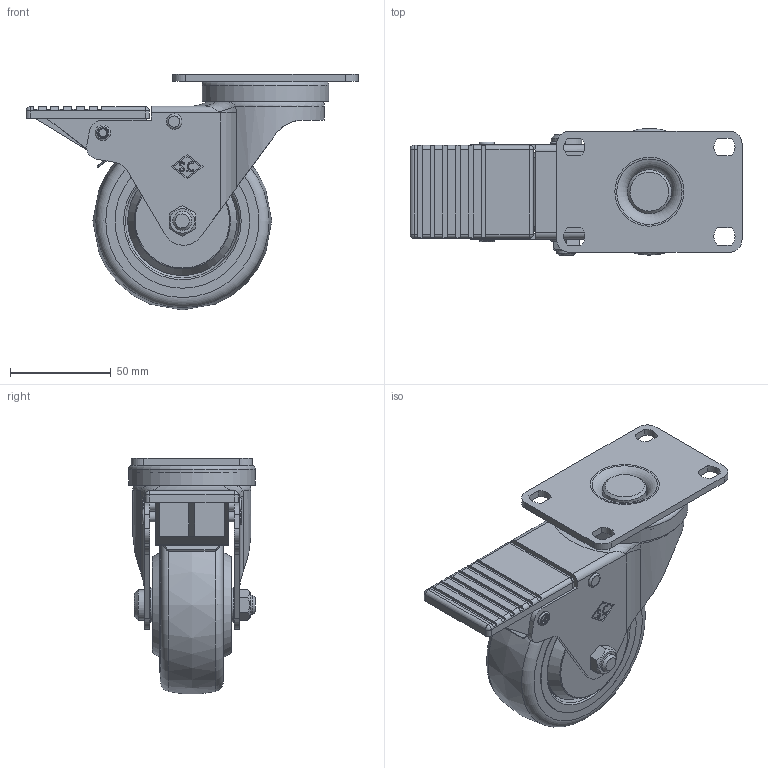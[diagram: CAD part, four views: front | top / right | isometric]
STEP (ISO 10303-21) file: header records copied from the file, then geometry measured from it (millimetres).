
FILE_DESCRIPTION(/* description */ (''),/* implementation_level */ '2;1');
FILE_NAME(/* name */ '13CA8113.stp',/* time_stamp */ '2021-04-06T12:33:07-04:00',/* author */ ('christinh'),/* organization */ (''),/* preprocessor_version */ 'ST-DEVELOPER v18',/* originating_system */ 'AutoCAD Mechanical',/* authorisation */ '');
FILE_SCHEMA (('AUTOMOTIVE_DESIGN { 1 0 10303 214 3 1 1 }'));
Length unit declared in the file: inch
Products named in the file (11): Product; TT3TP35GI4406YY_ASM; T3ZZ40GZ82ZZYY; PLASTICPEDAL; RIVET1; 13YYAXLE; 13YYNUT; TP35GI44_ASM; TP35GI44-CORE; 6002_15MM_32MM_9M; TP35GI44-BEARINGCAP
Assembly tree (12 placements, depth 4):
  Product
    TT3TP35GI4406YY_ASM
      T3ZZ40GZ82ZZYY
      PLASTICPEDAL
      RIVET1  x2
      13YYAXLE
      13YYNUT
      TP35GI44_ASM
        TP35GI44-CORE
        6002_15MM_32MM_9M
        TP35GI44-BEARINGCAP  x2
Bounding box: 165.03 x 63.12 x 117.29 mm (x, y, z)
Volume: 267935 mm3; surface area: 120637.3 mm2
Topology: 28 solids, 30 shells, 562 faces, 1592 edges, 1105 vertices
Faces by surface type: plane 310, cylinder 135, torus 53, sphere 40, cone 13, bspline 11
Full cylindrical faces by diameter (mm): 0.434 x1, 4.445 x2, 5.08 x7, 7.62 x4, 9.525 x4, 9.652 x2, 14.732 x1, 14.808 x2, 15.24 x1, 17.018 x2, 18.796 x2, 20 x3, 21.844 x1, 26 x2, 27.94 x2, 28.116 x1, 28.905 x1, 30 x3, 33.472 x1, 34.036 x2, 34.132 x1, 35 x1, 36.83 x1, 40.31 x2, 48.768 x2, 50.267 x2, 51.515 x1, 53.848 x1, 54.331 x2, 56.896 x2
Entity records: 19123 total; most frequent: CARTESIAN_POINT 4243, DIRECTION 3345, ORIENTED_EDGE 2950, EDGE_CURVE 1475, AXIS2_PLACEMENT_3D 1363, VERTEX_POINT 1042, CIRCLE 742, EDGE_LOOP 645
